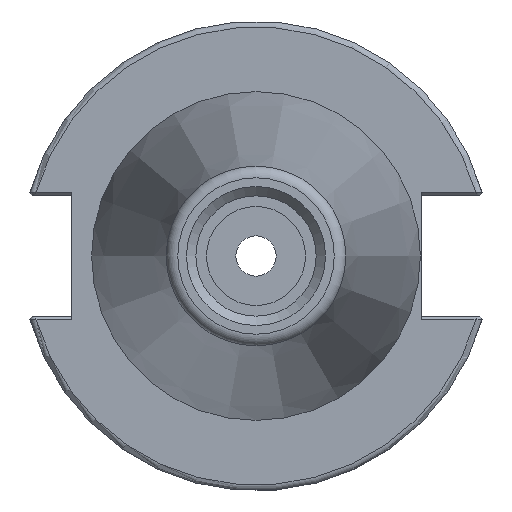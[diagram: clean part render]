
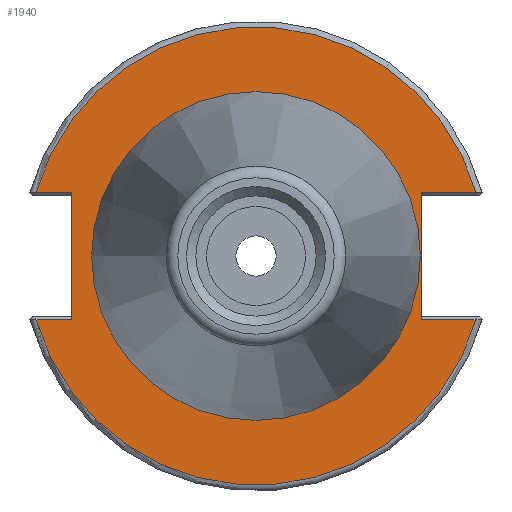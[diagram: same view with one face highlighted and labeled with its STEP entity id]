
A CAD part, left-side view. The second image highlights one B-rep face of the part: STEP entity #1940.
In plain terms, the highlighted planar face has unit normal (-1, 0, 0).
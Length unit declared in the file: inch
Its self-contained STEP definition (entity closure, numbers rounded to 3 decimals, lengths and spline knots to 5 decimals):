
#223=FACE_BOUND('',#444,.T.);
#241=PLANE('',#2125);
#313=FACE_OUTER_BOUND('',#443,.T.);
#443=EDGE_LOOP('',(#1486,#1487,#1488,#1489,#1490,#1491,#1492,#1493));
#444=EDGE_LOOP('',(#1494));
#552=LINE('',#2897,#691);
#553=LINE('',#2899,#692);
#554=LINE('',#2903,#693);
#555=LINE('',#2905,#694);
#556=LINE('',#2907,#695);
#557=LINE('',#2910,#696);
#691=VECTOR('',#2435,0.12159);
#692=VECTOR('',#2436,0.29091);
#693=VECTOR('',#2439,0.19091);
#694=VECTOR('',#2440,0.67625);
#695=VECTOR('',#2441,0.19091);
#696=VECTOR('',#2444,0.29091);
#852=CIRCLE('',#2124,0.86);
#853=CIRCLE('',#2126,1.21875);
#854=CIRCLE('',#2127,1.21875);
#931=VERTEX_POINT('',#2891);
#932=VERTEX_POINT('',#2895);
#933=VERTEX_POINT('',#2896);
#934=VERTEX_POINT('',#2898);
#935=VERTEX_POINT('',#2900);
#936=VERTEX_POINT('',#2902);
#937=VERTEX_POINT('',#2904);
#938=VERTEX_POINT('',#2906);
#939=VERTEX_POINT('',#2908);
#1135=EDGE_CURVE('',#931,#931,#852,.T.);
#1136=EDGE_CURVE('',#932,#933,#552,.T.);
#1137=EDGE_CURVE('',#933,#934,#553,.T.);
#1138=EDGE_CURVE('',#935,#934,#853,.T.);
#1139=EDGE_CURVE('',#936,#935,#554,.T.);
#1140=EDGE_CURVE('',#937,#936,#555,.T.);
#1141=EDGE_CURVE('',#938,#937,#556,.T.);
#1142=EDGE_CURVE('',#939,#938,#854,.T.);
#1143=EDGE_CURVE('',#939,#932,#557,.T.);
#1486=ORIENTED_EDGE('',*,*,#1136,.T.);
#1487=ORIENTED_EDGE('',*,*,#1137,.T.);
#1488=ORIENTED_EDGE('',*,*,#1138,.F.);
#1489=ORIENTED_EDGE('',*,*,#1139,.F.);
#1490=ORIENTED_EDGE('',*,*,#1140,.F.);
#1491=ORIENTED_EDGE('',*,*,#1141,.F.);
#1492=ORIENTED_EDGE('',*,*,#1142,.F.);
#1493=ORIENTED_EDGE('',*,*,#1143,.T.);
#1494=ORIENTED_EDGE('',*,*,#1135,.F.);
#1940=ADVANCED_FACE('',(#313,#223),#241,.T.);
#2124=AXIS2_PLACEMENT_3D('',#2893,#2431,#2432);
#2125=AXIS2_PLACEMENT_3D('',#2894,#2433,#2434);
#2126=AXIS2_PLACEMENT_3D('',#2901,#2437,#2438);
#2127=AXIS2_PLACEMENT_3D('',#2909,#2442,#2443);
#2431=DIRECTION('center_axis',(-1.,0.,0.));
#2432=DIRECTION('ref_axis',(0.,0.,1.));
#2433=DIRECTION('center_axis',(-1.,0.,0.));
#2434=DIRECTION('ref_axis',(0.,0.,1.));
#2435=DIRECTION('',(0.,0.,1.));
#2436=DIRECTION('',(0.,-1.,0.));
#2437=DIRECTION('center_axis',(1.,0.,0.));
#2438=DIRECTION('ref_axis',(0.,0.,1.));
#2439=DIRECTION('',(0.,1.,0.));
#2440=DIRECTION('',(0.,0.,1.));
#2441=DIRECTION('',(0.,-1.,0.));
#2442=DIRECTION('center_axis',(1.,0.,0.));
#2443=DIRECTION('ref_axis',(0.,0.,-1.));
#2444=DIRECTION('',(0.,1.,0.));
#2891=CARTESIAN_POINT('',(0.125,0.,-0.86));
#2893=CARTESIAN_POINT('Origin',(0.125,0.,0.));
#2894=CARTESIAN_POINT('Origin',(0.125,-0.875,0.));
#2895=CARTESIAN_POINT('',(0.125,-0.88,-0.33813));
#2896=CARTESIAN_POINT('',(0.125,-0.88,0.33813));
#2897=CARTESIAN_POINT('',(0.125,-0.88,0.));
#2898=CARTESIAN_POINT('',(0.125,-1.17091,0.33813));
#2899=CARTESIAN_POINT('',(0.125,-0.9025,0.33813));
#2900=CARTESIAN_POINT('',(0.125,1.17091,0.33813));
#2901=CARTESIAN_POINT('Origin',(0.125,0.,0.));
#2902=CARTESIAN_POINT('',(0.125,0.98,0.33813));
#2903=CARTESIAN_POINT('',(0.125,0.0275,0.33813));
#2904=CARTESIAN_POINT('',(0.125,0.98,-0.33813));
#2905=CARTESIAN_POINT('',(0.125,0.98,-0.33813));
#2906=CARTESIAN_POINT('',(0.125,1.17091,-0.33813));
#2907=CARTESIAN_POINT('',(0.125,0.2775,-0.33813));
#2908=CARTESIAN_POINT('',(0.125,-1.17091,-0.33813));
#2909=CARTESIAN_POINT('Origin',(0.125,0.,0.));
#2910=CARTESIAN_POINT('',(0.125,-0.9025,-0.33813));
